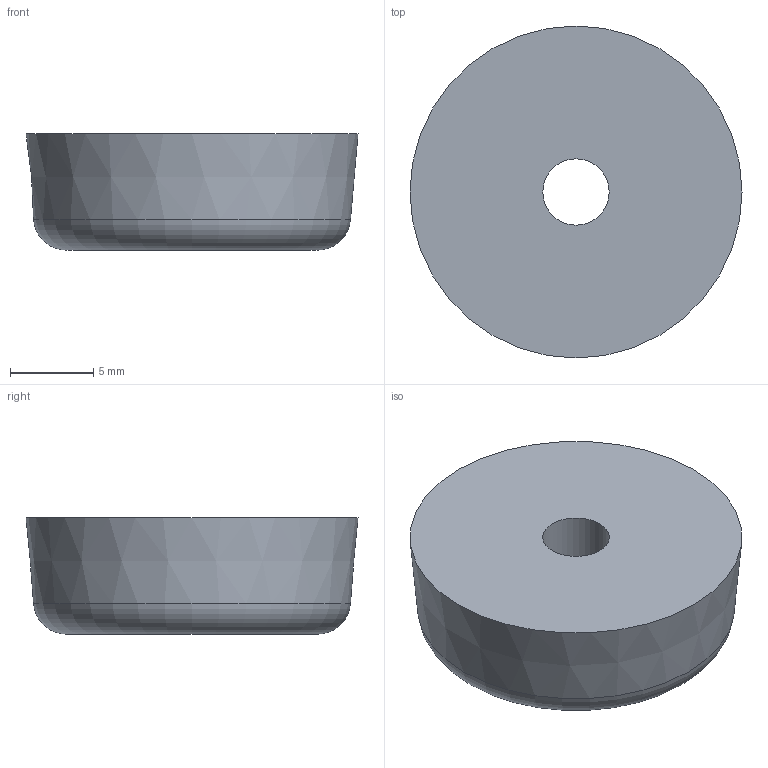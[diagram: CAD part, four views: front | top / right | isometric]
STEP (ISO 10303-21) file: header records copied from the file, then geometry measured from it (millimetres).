
FILE_DESCRIPTION(('FreeCAD Model'),'2;1');
FILE_NAME('Fuss.20x7mm.step','2021-07-20T11:21:55', ('Author'),(''),'Open CASCADE STEP processor 7.3','FreeCAD','Unknown' );
FILE_SCHEMA(('AUTOMOTIVE_DESIGN { 1 0 10303 214 1 1 1 1 }'));
Length unit declared in the file: millimetre
Products named in the file (1): Fuss.20x7mm
Bounding box: 20 x 20 x 7 mm (x, y, z)
Volume: 1687.6 mm3; surface area: 1077.5 mm2
Topology: 1 solids, 1 shells, 8 faces, 13 edges, 8 vertices
Faces by surface type: plane 3, cone 2, torus 2, cylinder 1
Full cylindrical faces by diameter (mm): 4 x1
Entity records: 365 total; most frequent: CARTESIAN_POINT 76, DIRECTION 47, ORIENTED_EDGE 26, PCURVE 26, DEFINITIONAL_REPRESENTATION 26, B_SPLINE_CURVE_WITH_KNOTS 20, AXIS2_PLACEMENT_3D 19, CIRCLE 16
